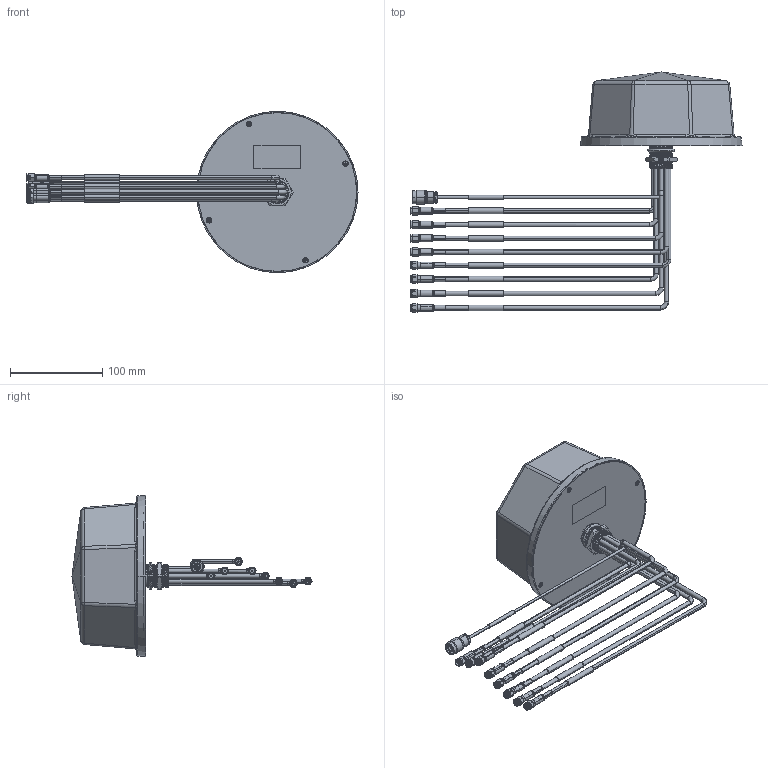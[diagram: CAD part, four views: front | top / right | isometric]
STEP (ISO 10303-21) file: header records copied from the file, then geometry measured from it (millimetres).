
FILE_DESCRIPTION (( 'STEP AP214' ), '1' );
FILE_NAME ('LCANOM1126_3D.step', '2023-08-04T22:45:37', ( '' ), ( '' ), 'SwSTEP 2.0', 'SolidWorks 2022', '' );
FILE_SCHEMA (( 'AUTOMOTIVE_DESIGN' ));
Length unit declared in the file: inch
Products named in the file (14): PE4215-MA2^PE4215_LCANOM1126; LCANOM1126_3D; PE4215^LCANOM1126_默认; KA3X10^LCANOM1126; PE4769^LCANOM1126; CB451YD_01^LCANOM1126; CB451YD_02^LCANOM1126; DIANLAN-451^LCANOM1126; O-29X3^LCANOM1126; PE4215-MA1^PE4215_LCANOM1126; CB441YD_01^LCANOM1126; PE4215-MA0^PE4215_LCANOM1126; LUOMU_M25^LCANOM1126; PE4303^LCANOM1126
Assembly tree (22 placements, depth 3):
  LCANOM1126_3D
    CB441YD_01^LCANOM1126
    CB451YD_01^LCANOM1126
    CB451YD_02^LCANOM1126
    KA3X10^LCANOM1126  x4
    DIANLAN-451^LCANOM1126
    O-29X3^LCANOM1126
    LUOMU_M25^LCANOM1126
    PE4303^LCANOM1126
    PE4215^LCANOM1126_默认  x4
      PE4215-MA0^PE4215_LCANOM1126
      PE4215-MA1^PE4215_LCANOM1126
      PE4215-MA2^PE4215_LCANOM1126
    PE4769^LCANOM1126  x4
Bounding box: 359.9 x 260.18 x 175 mm (x, y, z)
Volume: 243377.9 mm3; surface area: 240140.5 mm2
Topology: 39 solids, 43 shells, 7153 faces, 15131 edges, 8141 vertices
Faces by surface type: bspline 4356, cylinder 1562, plane 695, cone 409, torus 123, sphere 8
Entity records: 95247 total; most frequent: CARTESIAN_POINT 58607, ORIENTED_EDGE 9520, EDGE_CURVE 4760, DIRECTION 4519, VERTEX_POINT 2636, EDGE_LOOP 2292, ADVANCED_FACE 2218, FACE_OUTER_BOUND 2218
